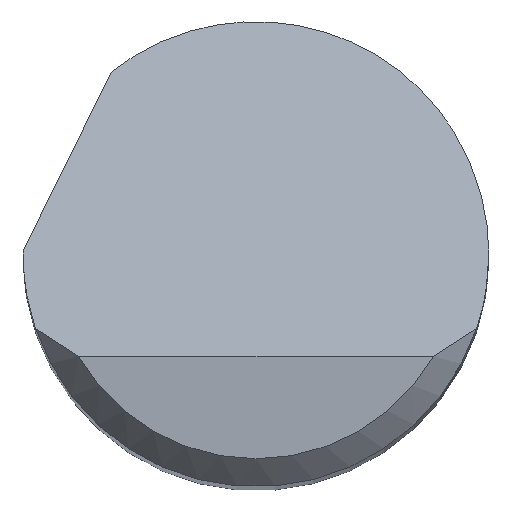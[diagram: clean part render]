
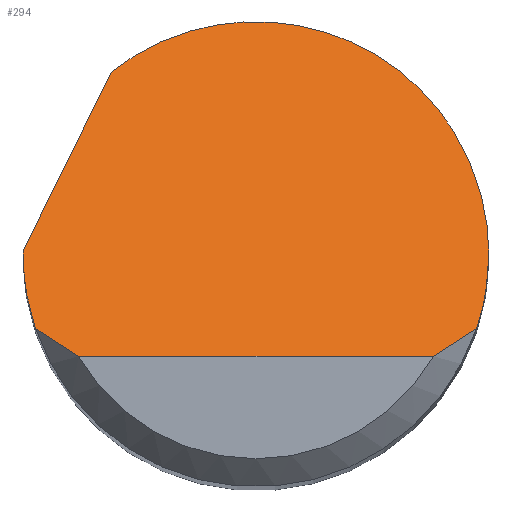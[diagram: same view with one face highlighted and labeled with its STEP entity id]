
A CAD part, top view. The second image highlights one B-rep face of the part: STEP entity #294.
In plain terms, the highlighted planar face has unit normal (0, 0.707, 0.707).
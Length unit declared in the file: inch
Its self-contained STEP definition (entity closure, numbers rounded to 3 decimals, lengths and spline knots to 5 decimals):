
#10 = CARTESIAN_POINT ( 'NONE',  ( -0.11843, -0.04, 1.985 ) ) ;
#31 = ORIENTED_EDGE ( 'NONE', *, *, #150, .F. ) ;
#42 = CARTESIAN_POINT ( 'NONE',  ( -0.12499, 0.00133, 1.94367 ) ) ;
#55 = VERTEX_POINT ( 'NONE', #610 ) ;
#57 = VECTOR ( 'NONE', #283, 39.37008 ) ;
#62 = B_SPLINE_CURVE_WITH_KNOTS ( 'NONE', 3,
 ( #85, #492, #201, #665 ),
 .UNSPECIFIED., .F., .F.,
 ( 4, 4 ),
 ( 0., 0.0008 ),
 .UNSPECIFIED. ) ;
#67 = CARTESIAN_POINT ( 'NONE',  ( -0.11843, -0.04, 1.985 ) ) ;
#80 =( BOUNDED_CURVE ( )  B_SPLINE_CURVE ( 3, ( #361, #573, #42, #593 ),
 .UNSPECIFIED., .F., .T. ) 
 B_SPLINE_CURVE_WITH_KNOTS ( ( 4, 4 ),
 ( 4.71239, 4.72839 ),
 .UNSPECIFIED. ) 
 CURVE ( )  GEOMETRIC_REPRESENTATION_ITEM ( )  RATIONAL_B_SPLINE_CURVE ( ( 1., 1., 1., 1. ) ) 
 REPRESENTATION_ITEM ( '' )  );
#84 = CARTESIAN_POINT ( 'NONE',  ( -0.11107, -0.04528, 1.99028 ) ) ;
#85 = CARTESIAN_POINT ( 'NONE',  ( 0.09526, -0.055, 2. ) ) ;
#91 = LINE ( 'NONE', #746, #439 ) ;
#100 = EDGE_CURVE ( 'NONE', #502, #540, #620, .T. ) ;
#124 = EDGE_CURVE ( 'NONE', #618, #266, #342, .T. ) ;
#139 = CARTESIAN_POINT ( 'NONE',  ( -0.10339, -0.05031, 1.99531 ) ) ;
#142 = DIRECTION ( 'NONE',  ( 1., 0., 0. ) ) ;
#143 = PLANE ( 'NONE',  #647 ) ;
#150 = EDGE_CURVE ( 'NONE', #502, #689, #609, .T. ) ;
#173 = CARTESIAN_POINT ( 'NONE',  ( -0.125, -0.055, 2. ) ) ;
#176 = CARTESIAN_POINT ( 'NONE',  ( -0.12498, 0.002, 1.943 ) ) ;
#200 = CARTESIAN_POINT ( 'NONE',  ( 0.01655, 0.17278, 1.77222 ) ) ;
#201 = CARTESIAN_POINT ( 'NONE',  ( 0.11107, -0.04528, 1.99028 ) ) ;
#203 = EDGE_CURVE ( 'NONE', #540, #55, #91, .T. ) ;
#215 = ORIENTED_EDGE ( 'NONE', *, *, #316, .F. ) ;
#220 = ORIENTED_EDGE ( 'NONE', *, *, #402, .F. ) ;
#257 = ORIENTED_EDGE ( 'NONE', *, *, #100, .T. ) ;
#266 = VERTEX_POINT ( 'NONE', #389 ) ;
#283 = DIRECTION ( 'NONE',  ( 0.329, 0.668, -0.668 ) ) ;
#286 = EDGE_LOOP ( 'NONE', ( #363, #441, #220, #518, #215, #642, #31, #257 ) ) ;
#294 = ADVANCED_FACE ( 'NONE', ( #673 ), #143, .F. ) ;
#299 = CARTESIAN_POINT ( 'NONE',  ( 0.125, 0., 1.945 ) ) ;
#313 =( BOUNDED_CURVE ( )  B_SPLINE_CURVE ( 3, ( #759, #512, #751, #700 ),
 .UNSPECIFIED., .F., .T. ) 
 B_SPLINE_CURVE_WITH_KNOTS ( ( 4, 4 ),
 ( 1.5708, 1.89653 ),
 .UNSPECIFIED. ) 
 CURVE ( )  GEOMETRIC_REPRESENTATION_ITEM ( )  RATIONAL_B_SPLINE_CURVE ( ( 1., 0.991, 0.991, 1. ) ) 
 REPRESENTATION_ITEM ( '' )  );
#316 = EDGE_CURVE ( 'NONE', #505, #618, #631, .T. ) ;
#338 = DIRECTION ( 'NONE',  ( 0., 0.707, -0.707 ) ) ;
#342 =( BOUNDED_CURVE ( )  B_SPLINE_CURVE ( 3, ( #374, #200, #422, #299 ),
 .UNSPECIFIED., .F., .T. ) 
 B_SPLINE_CURVE_WITH_KNOTS ( ( 4, 4 ),
 ( 5.61191, 7.85398 ),
 .UNSPECIFIED. ) 
 CURVE ( )  GEOMETRIC_REPRESENTATION_ITEM ( )  RATIONAL_B_SPLINE_CURVE ( ( 1., 0.623, 0.623, 1. ) ) 
 REPRESENTATION_ITEM ( '' )  );
#361 = CARTESIAN_POINT ( 'NONE',  ( -0.125, 0., 1.945 ) ) ;
#363 = ORIENTED_EDGE ( 'NONE', *, *, #203, .T. ) ;
#374 = CARTESIAN_POINT ( 'NONE',  ( -0.07775, 0.09788, 1.84712 ) ) ;
#389 = CARTESIAN_POINT ( 'NONE',  ( 0.125, 0., 1.945 ) ) ;
#401 = DIRECTION ( 'NONE',  ( 0., -0.707, -0.707 ) ) ;
#402 = EDGE_CURVE ( 'NONE', #266, #754, #313, .T. ) ;
#422 = CARTESIAN_POINT ( 'NONE',  ( 0.125, 0.12043, 1.82457 ) ) ;
#439 = VECTOR ( 'NONE', #142, 39.37008 ) ;
#441 = ORIENTED_EDGE ( 'NONE', *, *, #741, .T. ) ;
#480 = CARTESIAN_POINT ( 'NONE',  ( -0.12279, -0.02708, 1.97208 ) ) ;
#492 = CARTESIAN_POINT ( 'NONE',  ( 0.10339, -0.05031, 1.99531 ) ) ;
#502 = VERTEX_POINT ( 'NONE', #67 ) ;
#505 = VERTEX_POINT ( 'NONE', #176 ) ;
#512 = CARTESIAN_POINT ( 'NONE',  ( 0.125, -0.01363, 1.95863 ) ) ;
#518 = ORIENTED_EDGE ( 'NONE', *, *, #124, .F. ) ;
#520 = CARTESIAN_POINT ( 'NONE',  ( -0.07775, 0.09788, 1.84712 ) ) ;
#540 = VERTEX_POINT ( 'NONE', #547 ) ;
#547 = CARTESIAN_POINT ( 'NONE',  ( -0.09526, -0.055, 2. ) ) ;
#569 = CARTESIAN_POINT ( 'NONE',  ( -0.125, 0., 1.945 ) ) ;
#573 = CARTESIAN_POINT ( 'NONE',  ( -0.125, 0.00067, 1.94433 ) ) ;
#589 = CARTESIAN_POINT ( 'NONE',  ( -0.125, 0., 1.945 ) ) ;
#593 = CARTESIAN_POINT ( 'NONE',  ( -0.12498, 0.002, 1.943 ) ) ;
#609 =( BOUNDED_CURVE ( )  B_SPLINE_CURVE ( 3, ( #667, #480, #721, #589 ),
 .UNSPECIFIED., .F., .T. ) 
 B_SPLINE_CURVE_WITH_KNOTS ( ( 4, 4 ),
 ( 4.38666, 4.71239 ),
 .UNSPECIFIED. ) 
 CURVE ( )  GEOMETRIC_REPRESENTATION_ITEM ( )  RATIONAL_B_SPLINE_CURVE ( ( 1., 0.991, 0.991, 1. ) ) 
 REPRESENTATION_ITEM ( '' )  );
#610 = CARTESIAN_POINT ( 'NONE',  ( 0.09526, -0.055, 2. ) ) ;
#618 = VERTEX_POINT ( 'NONE', #520 ) ;
#620 = B_SPLINE_CURVE_WITH_KNOTS ( 'NONE', 3,
 ( #10, #84, #139, #729 ),
 .UNSPECIFIED., .F., .F.,
 ( 4, 4 ),
 ( 0., 0.0008 ),
 .UNSPECIFIED. ) ;
#631 = LINE ( 'NONE', #702, #57 ) ;
#642 = ORIENTED_EDGE ( 'NONE', *, *, #680, .F. ) ;
#647 = AXIS2_PLACEMENT_3D ( 'NONE', #173, #401, #338 ) ;
#665 = CARTESIAN_POINT ( 'NONE',  ( 0.11843, -0.04, 1.985 ) ) ;
#667 = CARTESIAN_POINT ( 'NONE',  ( -0.11843, -0.04, 1.985 ) ) ;
#672 = CARTESIAN_POINT ( 'NONE',  ( 0.11843, -0.04, 1.985 ) ) ;
#673 = FACE_OUTER_BOUND ( 'NONE', #286, .T. ) ;
#680 = EDGE_CURVE ( 'NONE', #689, #505, #80, .T. ) ;
#689 = VERTEX_POINT ( 'NONE', #569 ) ;
#700 = CARTESIAN_POINT ( 'NONE',  ( 0.11843, -0.04, 1.985 ) ) ;
#702 = CARTESIAN_POINT ( 'NONE',  ( -0.15003, -0.04883, 1.99383 ) ) ;
#721 = CARTESIAN_POINT ( 'NONE',  ( -0.125, -0.01363, 1.95863 ) ) ;
#729 = CARTESIAN_POINT ( 'NONE',  ( -0.09526, -0.055, 2. ) ) ;
#741 = EDGE_CURVE ( 'NONE', #55, #754, #62, .T. ) ;
#746 = CARTESIAN_POINT ( 'NONE',  ( 0., -0.055, 2. ) ) ;
#751 = CARTESIAN_POINT ( 'NONE',  ( 0.12279, -0.02708, 1.97208 ) ) ;
#754 = VERTEX_POINT ( 'NONE', #672 ) ;
#759 = CARTESIAN_POINT ( 'NONE',  ( 0.125, 0., 1.945 ) ) ;
